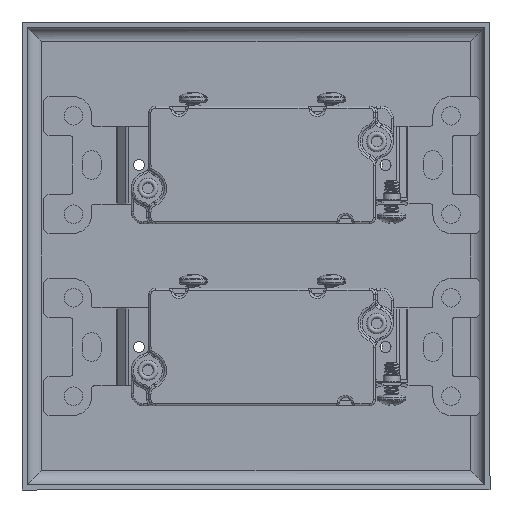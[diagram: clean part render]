
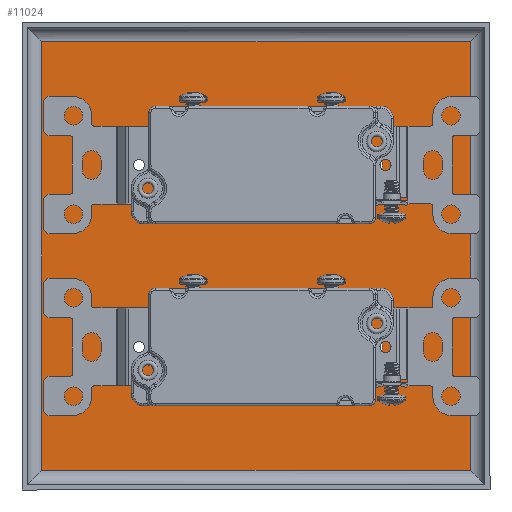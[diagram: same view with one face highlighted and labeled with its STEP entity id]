
A CAD part, left-side view. The second image highlights one B-rep face of the part: STEP entity #11024.
In plain terms, the highlighted face is planar.
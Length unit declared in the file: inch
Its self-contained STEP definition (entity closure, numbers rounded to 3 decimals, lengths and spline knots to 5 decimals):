
#420=LINE('',#16296,#1428);
#423=LINE('',#16301,#1431);
#425=LINE('',#16305,#1433);
#427=LINE('',#16308,#1435);
#428=LINE('',#16312,#1436);
#431=LINE('',#16317,#1439);
#433=LINE('',#16321,#1441);
#435=LINE('',#16324,#1443);
#436=LINE('',#16336,#1444);
#437=LINE('',#16338,#1445);
#438=LINE('',#16340,#1446);
#439=LINE('',#16341,#1447);
#1428=VECTOR('',#12922,0.9375);
#1431=VECTOR('',#12927,0.375);
#1433=VECTOR('',#12931,0.9375);
#1435=VECTOR('',#12935,0.375);
#1436=VECTOR('',#12938,0.9375);
#1439=VECTOR('',#12943,0.375);
#1441=VECTOR('',#12947,0.9375);
#1443=VECTOR('',#12951,0.375);
#1444=VECTOR('',#12970,4.125);
#1445=VECTOR('',#12971,4.125);
#1446=VECTOR('',#12972,4.125);
#1447=VECTOR('',#12973,4.125);
#2426=PLANE('',#11725);
#2786=FACE_BOUND('',#3582,.T.);
#2787=FACE_BOUND('',#3583,.T.);
#2788=FACE_BOUND('',#3584,.T.);
#2789=FACE_BOUND('',#3585,.T.);
#2790=FACE_BOUND('',#3586,.T.);
#2791=FACE_BOUND('',#3587,.T.);
#2892=FACE_OUTER_BOUND('',#3581,.T.);
#3581=EDGE_LOOP('',(#7592,#7593,#7594,#7595));
#3582=EDGE_LOOP('',(#7596,#7597,#7598,#7599));
#3583=EDGE_LOOP('',(#7600,#7601,#7602,#7603));
#3584=EDGE_LOOP('',(#7604));
#3585=EDGE_LOOP('',(#7605));
#3586=EDGE_LOOP('',(#7606));
#3587=EDGE_LOOP('',(#7607));
#4329=CIRCLE('',#11696,0.0885);
#4331=CIRCLE('',#11699,0.0885);
#4333=CIRCLE('',#11702,0.0885);
#4335=CIRCLE('',#11705,0.0885);
#4823=VERTEX_POINT('',#16232);
#4825=VERTEX_POINT('',#16237);
#4827=VERTEX_POINT('',#16242);
#4829=VERTEX_POINT('',#16247);
#4851=VERTEX_POINT('',#16294);
#4852=VERTEX_POINT('',#16295);
#4853=VERTEX_POINT('',#16300);
#4854=VERTEX_POINT('',#16304);
#4855=VERTEX_POINT('',#16310);
#4856=VERTEX_POINT('',#16311);
#4857=VERTEX_POINT('',#16316);
#4858=VERTEX_POINT('',#16320);
#4859=VERTEX_POINT('',#16334);
#4860=VERTEX_POINT('',#16335);
#4861=VERTEX_POINT('',#16337);
#4862=VERTEX_POINT('',#16339);
#5860=EDGE_CURVE('',#4823,#4823,#4329,.T.);
#5862=EDGE_CURVE('',#4825,#4825,#4331,.T.);
#5864=EDGE_CURVE('',#4827,#4827,#4333,.T.);
#5866=EDGE_CURVE('',#4829,#4829,#4335,.T.);
#5888=EDGE_CURVE('',#4851,#4852,#420,.T.);
#5891=EDGE_CURVE('',#4852,#4853,#423,.T.);
#5893=EDGE_CURVE('',#4853,#4854,#425,.T.);
#5895=EDGE_CURVE('',#4854,#4851,#427,.T.);
#5896=EDGE_CURVE('',#4855,#4856,#428,.T.);
#5899=EDGE_CURVE('',#4856,#4857,#431,.T.);
#5901=EDGE_CURVE('',#4857,#4858,#433,.T.);
#5903=EDGE_CURVE('',#4858,#4855,#435,.T.);
#5908=EDGE_CURVE('',#4859,#4860,#436,.T.);
#5909=EDGE_CURVE('',#4861,#4859,#437,.T.);
#5910=EDGE_CURVE('',#4862,#4861,#438,.T.);
#5911=EDGE_CURVE('',#4860,#4862,#439,.T.);
#7592=ORIENTED_EDGE('',*,*,#5908,.F.);
#7593=ORIENTED_EDGE('',*,*,#5909,.F.);
#7594=ORIENTED_EDGE('',*,*,#5910,.F.);
#7595=ORIENTED_EDGE('',*,*,#5911,.F.);
#7596=ORIENTED_EDGE('',*,*,#5888,.T.);
#7597=ORIENTED_EDGE('',*,*,#5891,.T.);
#7598=ORIENTED_EDGE('',*,*,#5893,.T.);
#7599=ORIENTED_EDGE('',*,*,#5895,.T.);
#7600=ORIENTED_EDGE('',*,*,#5896,.T.);
#7601=ORIENTED_EDGE('',*,*,#5899,.T.);
#7602=ORIENTED_EDGE('',*,*,#5901,.T.);
#7603=ORIENTED_EDGE('',*,*,#5903,.T.);
#7604=ORIENTED_EDGE('',*,*,#5860,.F.);
#7605=ORIENTED_EDGE('',*,*,#5862,.F.);
#7606=ORIENTED_EDGE('',*,*,#5864,.F.);
#7607=ORIENTED_EDGE('',*,*,#5866,.F.);
#11024=ADVANCED_FACE('',(#2892,#2786,#2787,#2788,#2789,#2790,#2791),#2426,
 .T.);
#11696=AXIS2_PLACEMENT_3D('',#16233,#12874,#12875);
#11699=AXIS2_PLACEMENT_3D('',#16238,#12880,#12881);
#11702=AXIS2_PLACEMENT_3D('',#16243,#12886,#12887);
#11705=AXIS2_PLACEMENT_3D('',#16248,#12892,#12893);
#11725=AXIS2_PLACEMENT_3D('',#16333,#12968,#12969);
#12874=DIRECTION('center_axis',(0.,0.,-1.));
#12875=DIRECTION('ref_axis',(-1.,0.,0.));
#12880=DIRECTION('center_axis',(0.,0.,-1.));
#12881=DIRECTION('ref_axis',(-1.,0.,0.));
#12886=DIRECTION('center_axis',(0.,0.,-1.));
#12887=DIRECTION('ref_axis',(-1.,0.,0.));
#12892=DIRECTION('center_axis',(0.,0.,-1.));
#12893=DIRECTION('ref_axis',(-1.,0.,0.));
#12922=DIRECTION('',(0.,1.,0.));
#12927=DIRECTION('',(-1.,0.,0.));
#12931=DIRECTION('',(0.,-1.,0.));
#12935=DIRECTION('',(1.,0.,0.));
#12938=DIRECTION('',(0.,1.,0.));
#12943=DIRECTION('',(-1.,0.,0.));
#12947=DIRECTION('',(0.,-1.,0.));
#12951=DIRECTION('',(1.,0.,0.));
#12968=DIRECTION('center_axis',(0.,0.,-1.));
#12969=DIRECTION('ref_axis',(-1.,0.,0.));
#12970=DIRECTION('',(1.,0.,0.));
#12971=DIRECTION('',(0.,-1.,0.));
#12972=DIRECTION('',(-1.,0.,0.));
#12973=DIRECTION('',(0.,1.,0.));
#16232=CARTESIAN_POINT('',(0.9635,1.125,0.04375));
#16233=CARTESIAN_POINT('Origin',(0.875,1.125,0.04375));
#16237=CARTESIAN_POINT('',(-0.7865,1.125,0.04375));
#16238=CARTESIAN_POINT('Origin',(-0.875,1.125,0.04375));
#16242=CARTESIAN_POINT('',(-0.7865,-1.125,0.04375));
#16243=CARTESIAN_POINT('Origin',(-0.875,-1.125,0.04375));
#16247=CARTESIAN_POINT('',(0.9635,-1.125,0.04375));
#16248=CARTESIAN_POINT('Origin',(0.875,-1.125,0.04375));
#16294=CARTESIAN_POINT('',(-0.6875,-0.46875,0.04375));
#16295=CARTESIAN_POINT('',(-0.6875,0.46875,0.04375));
#16296=CARTESIAN_POINT('',(-0.6875,0.,0.04375));
#16300=CARTESIAN_POINT('',(-1.0625,0.46875,0.04375));
#16301=CARTESIAN_POINT('',(0.,0.46875,0.04375));
#16304=CARTESIAN_POINT('',(-1.0625,-0.46875,0.04375));
#16305=CARTESIAN_POINT('',(-1.0625,0.,0.04375));
#16308=CARTESIAN_POINT('',(0.,-0.46875,0.04375));
#16310=CARTESIAN_POINT('',(1.0625,-0.46875,0.04375));
#16311=CARTESIAN_POINT('',(1.0625,0.46875,0.04375));
#16312=CARTESIAN_POINT('',(1.0625,0.,0.04375));
#16316=CARTESIAN_POINT('',(0.6875,0.46875,0.04375));
#16317=CARTESIAN_POINT('',(0.,0.46875,0.04375));
#16320=CARTESIAN_POINT('',(0.6875,-0.46875,0.04375));
#16321=CARTESIAN_POINT('',(0.6875,0.,0.04375));
#16324=CARTESIAN_POINT('',(0.,-0.46875,0.04375));
#16333=CARTESIAN_POINT('Origin',(0.,0.,0.04375));
#16334=CARTESIAN_POINT('',(-2.0625,-2.0625,0.04375));
#16335=CARTESIAN_POINT('',(2.0625,-2.0625,0.04375));
#16336=CARTESIAN_POINT('',(0.,-2.0625,0.04375));
#16337=CARTESIAN_POINT('',(-2.0625,2.0625,0.04375));
#16338=CARTESIAN_POINT('',(-2.0625,0.,0.04375));
#16339=CARTESIAN_POINT('',(2.0625,2.0625,0.04375));
#16340=CARTESIAN_POINT('',(0.,2.0625,0.04375));
#16341=CARTESIAN_POINT('',(2.0625,0.,0.04375));
